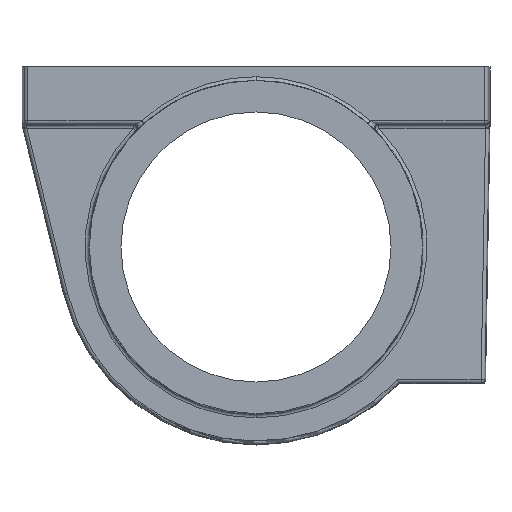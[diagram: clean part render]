
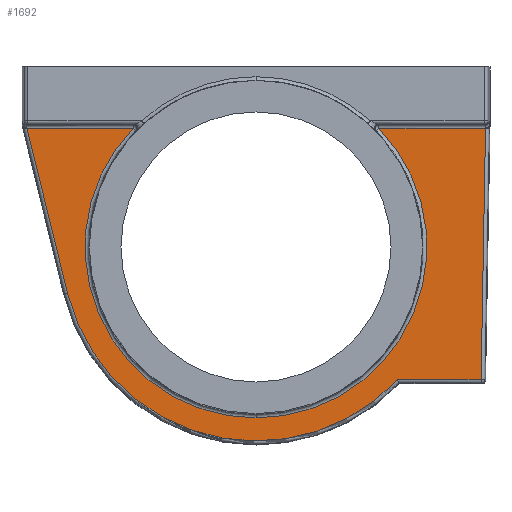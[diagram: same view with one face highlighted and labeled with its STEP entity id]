
A CAD part, front view. The second image highlights one B-rep face of the part: STEP entity #1692.
In plain terms, the highlighted planar face has unit normal (0, -1, 0).
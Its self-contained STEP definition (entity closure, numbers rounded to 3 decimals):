
#5 = EDGE_CURVE ( 'NONE', #2575, #787, #2744, .T. ) ;
#34 = CARTESIAN_POINT ( 'NONE',  ( 0., -15., -44. ) ) ;
#60 = VECTOR ( 'NONE', #3611, 1000. ) ;
#68 = AXIS2_PLACEMENT_3D ( 'NONE', #34, #1178, #3178 ) ;
#168 = CARTESIAN_POINT ( 'NONE',  ( 0., -15., -44. ) ) ;
#169 = ORIENTED_EDGE ( 'NONE', *, *, #2344, .T. ) ;
#172 = PLANE ( 'NONE',  #2461 ) ;
#180 = CARTESIAN_POINT ( 'NONE',  ( 63.746, -15., -10.553 ) ) ;
#234 = AXIS2_PLACEMENT_3D ( 'NONE', #168, #1581, #1023 ) ;
#299 = LINE ( 'NONE', #1765, #2697 ) ;
#363 = VERTEX_POINT ( 'NONE', #370 ) ;
#366 = VECTOR ( 'NONE', #2266, 1000. ) ;
#370 = CARTESIAN_POINT ( 'NONE',  ( 34.117, -15., -11. ) ) ;
#442 = CARTESIAN_POINT ( 'NONE',  ( -63.598, -15., -11. ) ) ;
#525 = VECTOR ( 'NONE', #1865, 1000. ) ;
#630 = EDGE_CURVE ( 'NONE', #975, #3421, #895, .T. ) ;
#643 = CARTESIAN_POINT ( 'NONE',  ( 0., -15., -91.465 ) ) ;
#680 = CARTESIAN_POINT ( 'NONE',  ( 0., -15., -44. ) ) ;
#707 = AXIS2_PLACEMENT_3D ( 'NONE', #680, #1781, #3243 ) ;
#739 = DIRECTION ( 'NONE',  ( 0., 0., 1. ) ) ;
#745 = VERTEX_POINT ( 'NONE', #442 ) ;
#787 = VERTEX_POINT ( 'NONE', #1104 ) ;
#895 = CIRCLE ( 'NONE', #68, 53.878 ) ;
#899 = CARTESIAN_POINT ( 'NONE',  ( -52.319, -15., -56.866 ) ) ;
#929 = EDGE_CURVE ( 'NONE', #787, #363, #2247, .T. ) ;
#950 = LINE ( 'NONE', #2088, #525 ) ;
#975 = VERTEX_POINT ( 'NONE', #3619 ) ;
#1022 = EDGE_CURVE ( 'NONE', #745, #975, #2924, .T. ) ;
#1023 = DIRECTION ( 'NONE',  ( 0., 0., 1. ) ) ;
#1104 = CARTESIAN_POINT ( 'NONE',  ( 63.738, -15., -11. ) ) ;
#1132 = DIRECTION ( 'NONE',  ( 1., 0., 0. ) ) ;
#1178 = DIRECTION ( 'NONE',  ( 0., -1., 0. ) ) ;
#1201 = VECTOR ( 'NONE', #1724, 1000. ) ;
#1333 = EDGE_LOOP ( 'NONE', ( #169, #1427, #1355, #2130, #3179, #2503, #3501, #2707 ) ) ;
#1355 = ORIENTED_EDGE ( 'NONE', *, *, #1022, .T. ) ;
#1427 = ORIENTED_EDGE ( 'NONE', *, *, #3417, .T. ) ;
#1581 = DIRECTION ( 'NONE',  ( 0., 1., 0. ) ) ;
#1692 = ADVANCED_FACE ( 'NONE', ( #1814 ), #172, .F. ) ;
#1724 = DIRECTION ( 'NONE',  ( 0.239, 0., -0.971 ) ) ;
#1765 = CARTESIAN_POINT ( 'NONE',  ( 63.484, -15., -80.878 ) ) ;
#1781 = DIRECTION ( 'NONE',  ( 0., 1., 0. ) ) ;
#1814 = FACE_OUTER_BOUND ( 'NONE', #1333, .T. ) ;
#1865 = DIRECTION ( 'NONE',  ( -1., 0., 0. ) ) ;
#2001 = CARTESIAN_POINT ( 'NONE',  ( 62.518, -15., -80.878 ) ) ;
#2012 = VERTEX_POINT ( 'NONE', #643 ) ;
#2075 = EDGE_CURVE ( 'NONE', #3421, #2575, #299, .T. ) ;
#2088 = CARTESIAN_POINT ( 'NONE',  ( -64.728, -15., -11. ) ) ;
#2130 = ORIENTED_EDGE ( 'NONE', *, *, #630, .T. ) ;
#2162 = CARTESIAN_POINT ( 'NONE',  ( 39.279, -15., -80.878 ) ) ;
#2247 = LINE ( 'NONE', #3075, #366 ) ;
#2266 = DIRECTION ( 'NONE',  ( -1., 0., 0. ) ) ;
#2344 = EDGE_CURVE ( 'NONE', #2012, #2472, #3292, .T. ) ;
#2435 = CARTESIAN_POINT ( 'NONE',  ( -34.117, -15., -11. ) ) ;
#2461 = AXIS2_PLACEMENT_3D ( 'NONE', #2462, #3546, #739 ) ;
#2462 = CARTESIAN_POINT ( 'NONE',  ( 0., -15., -44. ) ) ;
#2472 = VERTEX_POINT ( 'NONE', #2435 ) ;
#2503 = ORIENTED_EDGE ( 'NONE', *, *, #5, .T. ) ;
#2575 = VERTEX_POINT ( 'NONE', #2001 ) ;
#2697 = VECTOR ( 'NONE', #1132, 1000. ) ;
#2707 = ORIENTED_EDGE ( 'NONE', *, *, #3623, .T. ) ;
#2731 = CIRCLE ( 'NONE', #707, 47.465 ) ;
#2744 = LINE ( 'NONE', #180, #60 ) ;
#2924 = LINE ( 'NONE', #899, #1201 ) ;
#3075 = CARTESIAN_POINT ( 'NONE',  ( 31.683, -15., -11. ) ) ;
#3178 = DIRECTION ( 'NONE',  ( 0., 0., 1. ) ) ;
#3179 = ORIENTED_EDGE ( 'NONE', *, *, #2075, .T. ) ;
#3243 = DIRECTION ( 'NONE',  ( 0., 0., 1. ) ) ;
#3292 = CIRCLE ( 'NONE', #234, 47.465 ) ;
#3417 = EDGE_CURVE ( 'NONE', #2472, #745, #950, .T. ) ;
#3421 = VERTEX_POINT ( 'NONE', #2162 ) ;
#3501 = ORIENTED_EDGE ( 'NONE', *, *, #929, .T. ) ;
#3546 = DIRECTION ( 'NONE',  ( 0., 1., 0. ) ) ;
#3611 = DIRECTION ( 'NONE',  ( 0.017, 0., 1. ) ) ;
#3619 = CARTESIAN_POINT ( 'NONE',  ( -52.319, -15., -56.866 ) ) ;
#3623 = EDGE_CURVE ( 'NONE', #363, #2012, #2731, .T. ) ;
